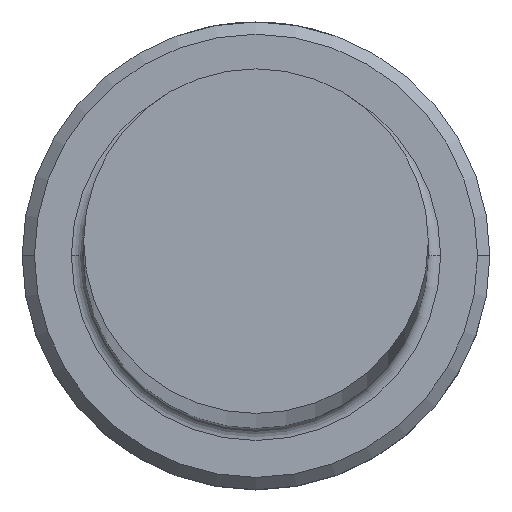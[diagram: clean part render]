
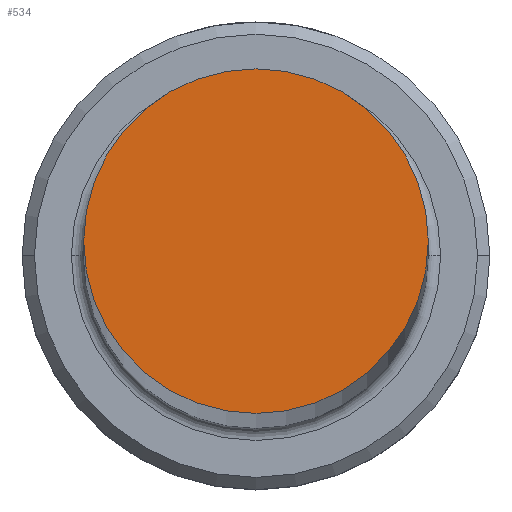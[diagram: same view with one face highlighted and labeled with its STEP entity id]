
A CAD part, top view. The second image highlights one B-rep face of the part: STEP entity #534.
In plain terms, the highlighted planar face has unit normal (0, 0, 1).
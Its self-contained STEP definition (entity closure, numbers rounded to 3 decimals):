
#72 = ORIENTED_EDGE ( 'NONE', *, *, #852, .T. ) ;
#82 = CARTESIAN_POINT ( 'NONE',  ( 7., 0., 350. ) ) ;
#117 = EDGE_CURVE ( 'NONE', #362, #1051, #311, .T. ) ;
#311 = CIRCLE ( 'NONE', #518, 7. ) ;
#329 = EDGE_LOOP ( 'NONE', ( #72, #348 ) ) ;
#348 = ORIENTED_EDGE ( 'NONE', *, *, #117, .T. ) ;
#356 = CARTESIAN_POINT ( 'NONE',  ( 0., 0., 350. ) ) ;
#362 = VERTEX_POINT ( 'NONE', #82 ) ;
#363 = DIRECTION ( 'NONE',  ( 1., 0., 0. ) ) ;
#367 = CARTESIAN_POINT ( 'NONE',  ( -7., 0., 350. ) ) ;
#424 = DIRECTION ( 'NONE',  ( 1., 0., 0. ) ) ;
#426 = DIRECTION ( 'NONE',  ( 0., 0., 1. ) ) ;
#431 = CARTESIAN_POINT ( 'NONE',  ( 0., 0., 350. ) ) ;
#454 = DIRECTION ( 'NONE',  ( 0., 0., 1. ) ) ;
#459 = PLANE ( 'NONE',  #1072 ) ;
#518 = AXIS2_PLACEMENT_3D ( 'NONE', #431, #426, #424 ) ;
#534 = ADVANCED_FACE ( 'NONE', ( #1053 ), #459, .T. ) ;
#584 = CIRCLE ( 'NONE', #1049, 7. ) ;
#620 = DIRECTION ( 'NONE',  ( 1., 0., 0. ) ) ;
#852 = EDGE_CURVE ( 'NONE', #1051, #362, #584, .T. ) ;
#1009 = CARTESIAN_POINT ( 'NONE',  ( 0., 0., 350. ) ) ;
#1049 = AXIS2_PLACEMENT_3D ( 'NONE', #356, #1145, #620 ) ;
#1051 = VERTEX_POINT ( 'NONE', #367 ) ;
#1053 = FACE_OUTER_BOUND ( 'NONE', #329, .T. ) ;
#1072 = AXIS2_PLACEMENT_3D ( 'NONE', #1009, #454, #363 ) ;
#1145 = DIRECTION ( 'NONE',  ( 0., 0., 1. ) ) ;
